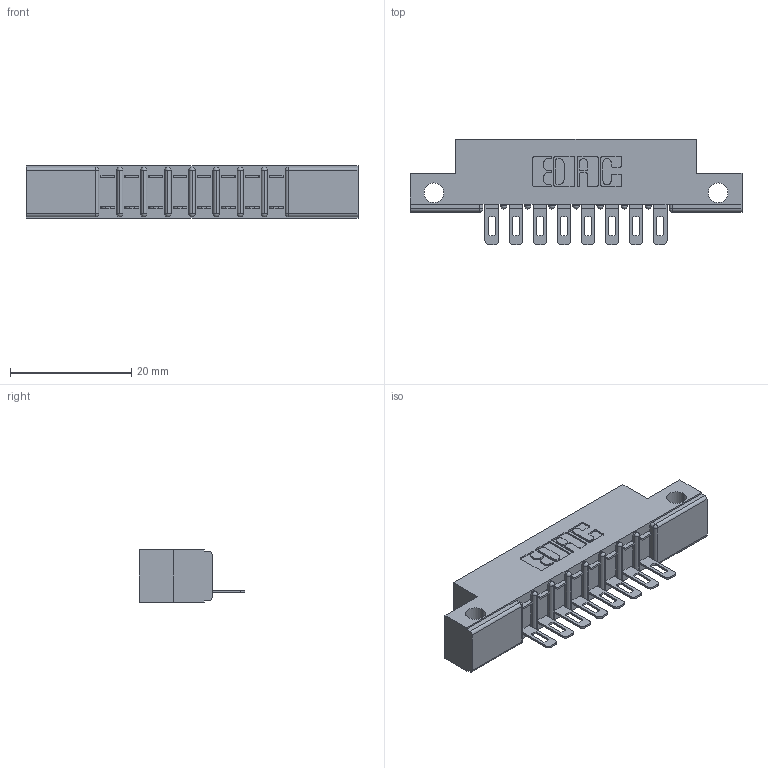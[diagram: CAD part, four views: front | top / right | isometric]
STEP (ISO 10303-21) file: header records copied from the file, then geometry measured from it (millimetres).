
FILE_DESCRIPTION (( 'STEP AP203' ), '1' );
FILE_NAME ('357-008-401-112.STEP', '2020-09-30T03:55:18', ( '' ), ( '' ), 'SwSTEP 2.0', 'SolidWorks 2020', '' );
FILE_SCHEMA (( 'CONFIG_CONTROL_DESIGN' ));
Length unit declared in the file: inch
Products named in the file (3): 357-008-401-112; 307 Part_.128 Dia Side Mounting Holes; 307-290-002_501
Assembly tree (9 placements, depth 2):
  357-008-401-112
    307 Part_.128 Dia Side Mounting Holes
    307-290-002_501  x8
Bounding box: 54.71 x 17.42 x 8.71 mm (x, y, z)
Volume: 3535.7 mm3; surface area: 5568.7 mm2
Topology: 9 solids, 9 shells, 735 faces, 2227 edges, 1458 vertices
Faces by surface type: plane 422, cylinder 295, sphere 18
Entity records: 11846 total; most frequent: CARTESIAN_POINT 1992, ORIENTED_EDGE 1982, DIRECTION 1955, EDGE_CURVE 991, VECTOR 737, LINE 737, VERTEX_POINT 646, AXIS2_PLACEMENT_3D 609
